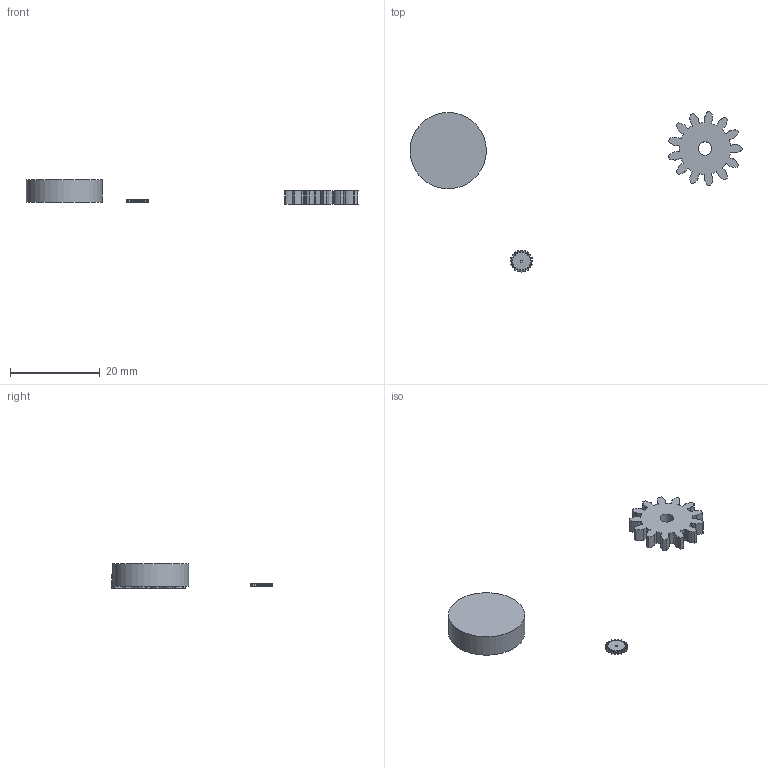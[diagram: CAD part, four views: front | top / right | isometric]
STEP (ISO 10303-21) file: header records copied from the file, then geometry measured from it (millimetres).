
FILE_DESCRIPTION(/* description */ ('','CAx-IF Rec.Pracs.---Representation and Presentation of Product Manufacturing Information (PMI)---4.0---2014-10-13'),/* implementation_level */ '2;1');
FILE_NAME(/* name */ 'gear v2.step',/* time_stamp */ '2024-12-20T00:23:45+07:00',/* author */ (''),/* organization */ (''),/* preprocessor_version */ 'ST-DEVELOPER v20',/* originating_system */ 'Autodesk Translation Framework v13.20.0.188',/* authorisation */ '');
FILE_SCHEMA (('AP242_MANAGED_MODEL_BASED_3D_ENGINEERING_MIM_LF { 1 0 10303 442 1 1 4 }'));
Length unit declared in the file: centimetre
Products named in the file (3): gear; Spur Gear (13 teeth); Spur Gear (20 teeth)
Assembly tree (2 placements, depth 2):
  gear
    Spur Gear (13 teeth)
    Spur Gear (20 teeth)
Bounding box: 73.96 x 35.77 x 5.49 mm (x, y, z)
Volume: 1586.7 mm3; surface area: 1372.2 mm2
Topology: 3 solids, 3 shells, 273 faces, 801 edges, 534 vertices
Faces by surface type: cylinder 135, plane 72, bspline 66
Full cylindrical faces by diameter (mm): 0.45 x1, 3 x1, 17 x1
Entity records: 28181 total; most frequent: CARTESIAN_POINT 21215, ORIENTED_EDGE 1602, DIRECTION 1363, EDGE_CURVE 801, VERTEX_POINT 534, AXIS2_PLACEMENT_3D 482, LINE 399, VECTOR 399
